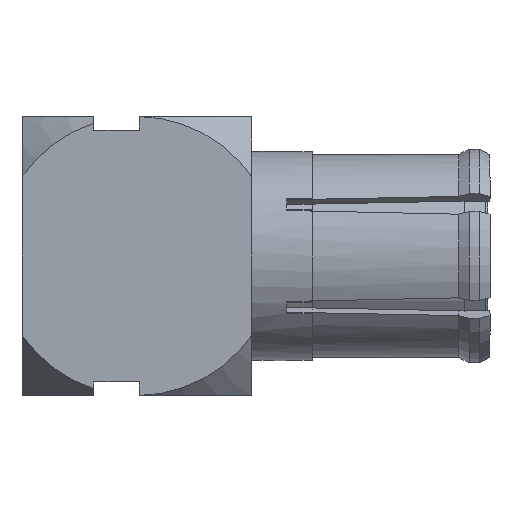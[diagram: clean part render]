
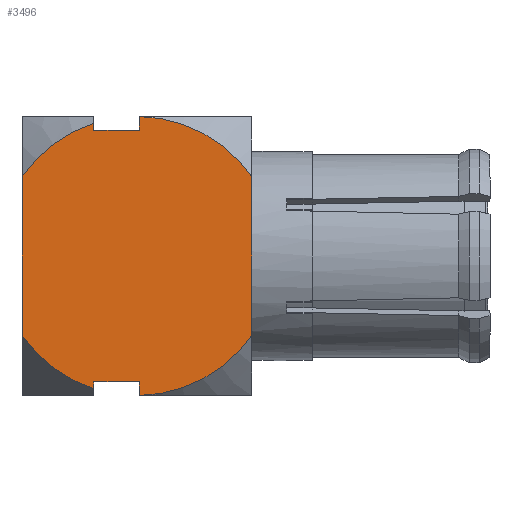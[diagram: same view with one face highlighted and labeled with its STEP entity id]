
A CAD part, left-side view. The second image highlights one B-rep face of the part: STEP entity #3496.
In plain terms, the highlighted planar face has unit normal (-1, 0, 0).
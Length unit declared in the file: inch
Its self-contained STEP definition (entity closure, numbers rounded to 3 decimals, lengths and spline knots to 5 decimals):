
#32 = VERTEX_POINT ( 'NONE', #3971 ) ;
#39 = DIRECTION ( 'NONE',  ( 0., 0., -1. ) ) ;
#106 = DIRECTION ( 'NONE',  ( 0., 0., -1. ) ) ;
#145 = DIRECTION ( 'NONE',  ( 0., 0., 1. ) ) ;
#172 = AXIS2_PLACEMENT_3D ( 'NONE', #2171, #4255, #39 ) ;
#225 = VECTOR ( 'NONE', #106, 39.37008 ) ;
#258 = CARTESIAN_POINT ( 'NONE',  ( -0.1056, 0.1968, 0.09701 ) ) ;
#271 = CARTESIAN_POINT ( 'NONE',  ( -0.1056, 0.0813, 0.092 ) ) ;
#349 = CIRCLE ( 'NONE', #1469, 0.102 ) ;
#404 = CARTESIAN_POINT ( 'NONE',  ( -0.1056, 0.1653, 0. ) ) ;
#414 = LINE ( 'NONE', #862, #1922 ) ;
#418 = CARTESIAN_POINT ( 'NONE',  ( -0.1056, 0.1634, 0.102 ) ) ;
#423 = EDGE_CURVE ( 'NONE', #4502, #3796, #3162, .T. ) ;
#448 = EDGE_CURVE ( 'NONE', #3577, #1611, #1474, .T. ) ;
#587 = EDGE_CURVE ( 'NONE', #1844, #32, #2018, .T. ) ;
#641 = CARTESIAN_POINT ( 'NONE',  ( -0.1056, 0.1634, 0.092 ) ) ;
#746 = CARTESIAN_POINT ( 'NONE',  ( -0.1056, 0.1968, -0.092 ) ) ;
#819 = CARTESIAN_POINT ( 'NONE',  ( -0.1056, 0.2493, 0.102 ) ) ;
#828 = DIRECTION ( 'NONE',  ( 0., -1., 0. ) ) ;
#862 = CARTESIAN_POINT ( 'NONE',  ( -0.1056, 0.0813, 0.102 ) ) ;
#966 = VERTEX_POINT ( 'NONE', #3133 ) ;
#971 = DIRECTION ( 'NONE',  ( 1., 0., 0. ) ) ;
#975 = CARTESIAN_POINT ( 'NONE',  ( -0.1056, 0.2493, -0.05786 ) ) ;
#1007 = CARTESIAN_POINT ( 'NONE',  ( -0.1056, 0.1968, 0.092 ) ) ;
#1110 = AXIS2_PLACEMENT_3D ( 'NONE', #1651, #3046, #1196 ) ;
#1176 = DIRECTION ( 'NONE',  ( 0., 0., -1. ) ) ;
#1181 = AXIS2_PLACEMENT_3D ( 'NONE', #4187, #1991, #1975 ) ;
#1196 = DIRECTION ( 'NONE',  ( 0., 0., -1. ) ) ;
#1395 = VERTEX_POINT ( 'NONE', #1007 ) ;
#1469 = AXIS2_PLACEMENT_3D ( 'NONE', #404, #2852, #4211 ) ;
#1474 = CIRCLE ( 'NONE', #172, 0.102 ) ;
#1562 = CARTESIAN_POINT ( 'NONE',  ( -0.1056, 0.1634, 0.102 ) ) ;
#1611 = VERTEX_POINT ( 'NONE', #3585 ) ;
#1651 = CARTESIAN_POINT ( 'NONE',  ( -0.1056, 0.0813, 0.102 ) ) ;
#1671 = ORIENTED_EDGE ( 'NONE', *, *, #4475, .T. ) ;
#1702 = CARTESIAN_POINT ( 'NONE',  ( -0.1056, 0.1968, 0.102 ) ) ;
#1730 = FACE_OUTER_BOUND ( 'NONE', #2700, .T. ) ;
#1741 = CARTESIAN_POINT ( 'NONE',  ( -0.1056, 0.1968, -0.09701 ) ) ;
#1800 = VERTEX_POINT ( 'NONE', #258 ) ;
#1832 = ORIENTED_EDGE ( 'NONE', *, *, #3685, .F. ) ;
#1844 = VERTEX_POINT ( 'NONE', #746 ) ;
#1912 = EDGE_CURVE ( 'NONE', #966, #2342, #349, .T. ) ;
#1922 = VECTOR ( 'NONE', #1176, 39.37008 ) ;
#1975 = DIRECTION ( 'NONE',  ( 0., 0., 1. ) ) ;
#1991 = DIRECTION ( 'NONE',  ( -1., 0., 0. ) ) ;
#1996 = PLANE ( 'NONE',  #1110 ) ;
#2018 = LINE ( 'NONE', #3296, #2443 ) ;
#2110 = LINE ( 'NONE', #1702, #2871 ) ;
#2171 = CARTESIAN_POINT ( 'NONE',  ( -0.1056, 0.1653, 0. ) ) ;
#2235 = CARTESIAN_POINT ( 'NONE',  ( -0.1056, 0.1968, 0.102 ) ) ;
#2319 = AXIS2_PLACEMENT_3D ( 'NONE', #3078, #971, #3434 ) ;
#2342 = VERTEX_POINT ( 'NONE', #4521 ) ;
#2383 = ORIENTED_EDGE ( 'NONE', *, *, #3009, .F. ) ;
#2443 = VECTOR ( 'NONE', #828, 39.37008 ) ;
#2480 = EDGE_CURVE ( 'NONE', #2342, #3577, #414, .T. ) ;
#2533 = EDGE_CURVE ( 'NONE', #2715, #3796, #4373, .T. ) ;
#2700 = EDGE_LOOP ( 'NONE', ( #2383, #3064, #1832, #4056, #4008, #4370, #3458, #3574, #3653, #1671, #3281, #3070 ) ) ;
#2715 = VERTEX_POINT ( 'NONE', #4438 ) ;
#2727 = EDGE_CURVE ( 'NONE', #2774, #1395, #3370, .T. ) ;
#2774 = VERTEX_POINT ( 'NONE', #641 ) ;
#2852 = DIRECTION ( 'NONE',  ( 1., 0., 0. ) ) ;
#2871 = VECTOR ( 'NONE', #3124, 39.37008 ) ;
#2985 = VECTOR ( 'NONE', #3364, 39.37008 ) ;
#3009 = EDGE_CURVE ( 'NONE', #1844, #4502, #2110, .T. ) ;
#3021 = CIRCLE ( 'NONE', #1181, 0.102 ) ;
#3046 = DIRECTION ( 'NONE',  ( 1., 0., 0. ) ) ;
#3064 = ORIENTED_EDGE ( 'NONE', *, *, #587, .T. ) ;
#3070 = ORIENTED_EDGE ( 'NONE', *, *, #423, .F. ) ;
#3078 = CARTESIAN_POINT ( 'NONE',  ( -0.1056, 0.1653, 0. ) ) ;
#3093 = DIRECTION ( 'NONE',  ( 0., 1., 0. ) ) ;
#3124 = DIRECTION ( 'NONE',  ( 0., 0., -1. ) ) ;
#3133 = CARTESIAN_POINT ( 'NONE',  ( -0.10559, 0.1634, 0.10199 ) ) ;
#3162 = CIRCLE ( 'NONE', #2319, 0.102 ) ;
#3281 = ORIENTED_EDGE ( 'NONE', *, *, #2533, .T. ) ;
#3296 = CARTESIAN_POINT ( 'NONE',  ( -0.1056, 0.0813, -0.092 ) ) ;
#3303 = CARTESIAN_POINT ( 'NONE',  ( -0.1056, 0.0813, -0.05786 ) ) ;
#3305 = EDGE_CURVE ( 'NONE', #1395, #1800, #4132, .T. ) ;
#3364 = DIRECTION ( 'NONE',  ( 0., 0., 1. ) ) ;
#3370 = LINE ( 'NONE', #271, #4141 ) ;
#3425 = VECTOR ( 'NONE', #4389, 39.37008 ) ;
#3434 = DIRECTION ( 'NONE',  ( 0., 0., -1. ) ) ;
#3458 = ORIENTED_EDGE ( 'NONE', *, *, #3460, .T. ) ;
#3460 = EDGE_CURVE ( 'NONE', #966, #2774, #3699, .T. ) ;
#3496 = ADVANCED_FACE ( 'NONE', ( #1730 ), #1996, .F. ) ;
#3574 = ORIENTED_EDGE ( 'NONE', *, *, #2727, .T. ) ;
#3577 = VERTEX_POINT ( 'NONE', #3303 ) ;
#3585 = CARTESIAN_POINT ( 'NONE',  ( -0.10559, 0.1634, -0.10199 ) ) ;
#3653 = ORIENTED_EDGE ( 'NONE', *, *, #3305, .T. ) ;
#3685 = EDGE_CURVE ( 'NONE', #1611, #32, #4033, .T. ) ;
#3699 = LINE ( 'NONE', #418, #225 ) ;
#3796 = VERTEX_POINT ( 'NONE', #975 ) ;
#3971 = CARTESIAN_POINT ( 'NONE',  ( -0.1056, 0.1634, -0.092 ) ) ;
#4008 = ORIENTED_EDGE ( 'NONE', *, *, #2480, .F. ) ;
#4033 = LINE ( 'NONE', #1562, #2985 ) ;
#4056 = ORIENTED_EDGE ( 'NONE', *, *, #448, .F. ) ;
#4132 = LINE ( 'NONE', #2235, #4249 ) ;
#4141 = VECTOR ( 'NONE', #3093, 39.37008 ) ;
#4187 = CARTESIAN_POINT ( 'NONE',  ( -0.1056, 0.1653, 0. ) ) ;
#4211 = DIRECTION ( 'NONE',  ( 0., 0., -1. ) ) ;
#4249 = VECTOR ( 'NONE', #145, 39.37008 ) ;
#4255 = DIRECTION ( 'NONE',  ( 1., 0., 0. ) ) ;
#4370 = ORIENTED_EDGE ( 'NONE', *, *, #1912, .F. ) ;
#4373 = LINE ( 'NONE', #819, #3425 ) ;
#4389 = DIRECTION ( 'NONE',  ( 0., 0., -1. ) ) ;
#4438 = CARTESIAN_POINT ( 'NONE',  ( -0.1056, 0.2493, 0.05786 ) ) ;
#4475 = EDGE_CURVE ( 'NONE', #1800, #2715, #3021, .T. ) ;
#4502 = VERTEX_POINT ( 'NONE', #1741 ) ;
#4521 = CARTESIAN_POINT ( 'NONE',  ( -0.1056, 0.0813, 0.05786 ) ) ;
